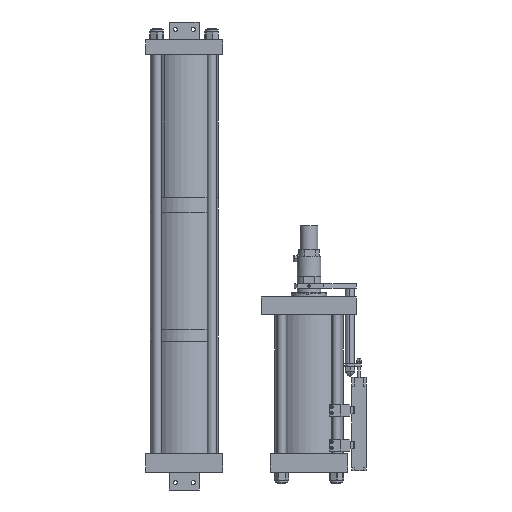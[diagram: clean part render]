
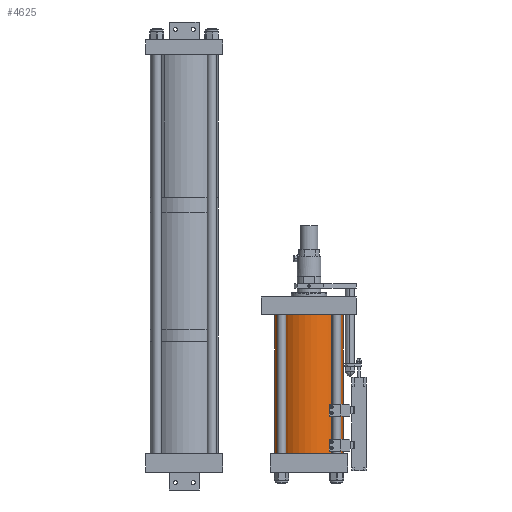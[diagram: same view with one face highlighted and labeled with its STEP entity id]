
A CAD part, front view. The second image highlights one B-rep face of the part: STEP entity #4625.
In plain terms, the highlighted cylindrical face has radius 73.025 mm (diameter 146.05 mm), a partial arc.
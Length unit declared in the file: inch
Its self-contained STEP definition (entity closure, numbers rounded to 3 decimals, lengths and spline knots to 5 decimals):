
#209 = AXIS2_PLACEMENT_3D ( 'NONE', #14470, #22880, #1919 ) ;
#474 = ORIENTED_EDGE ( 'NONE', *, *, #23857, .T. ) ;
#1906 = VECTOR ( 'NONE', #10139, 39.37008 ) ;
#1919 = DIRECTION ( 'NONE',  ( 1., 0., 0. ) ) ;
#2869 = CIRCLE ( 'NONE', #209, 2.875 ) ;
#3086 = AXIS2_PLACEMENT_3D ( 'NONE', #20914, #21052, #27258 ) ;
#3393 = CARTESIAN_POINT ( 'NONE',  ( 2.875, 0., 11.688 ) ) ;
#3584 = CARTESIAN_POINT ( 'NONE',  ( -2.875, 0., 0. ) ) ;
#3828 = LINE ( 'NONE', #16621, #1906 ) ;
#4024 = ORIENTED_EDGE ( 'NONE', *, *, #13960, .F. ) ;
#4625 = ADVANCED_FACE ( 'NONE', ( #20781 ), #16479, .T. ) ;
#6426 = CARTESIAN_POINT ( 'NONE',  ( -2.875, 0., 11.688 ) ) ;
#6662 = EDGE_LOOP ( 'NONE', ( #4024, #474, #9819, #14143 ) ) ;
#7343 = CARTESIAN_POINT ( 'NONE',  ( 2.875, 0., 0. ) ) ;
#8744 = VERTEX_POINT ( 'NONE', #3584 ) ;
#9454 = DIRECTION ( 'NONE',  ( 0., 0., -1. ) ) ;
#9819 = ORIENTED_EDGE ( 'NONE', *, *, #14595, .T. ) ;
#9834 = DIRECTION ( 'NONE',  ( 1., 0., 0. ) ) ;
#10139 = DIRECTION ( 'NONE',  ( 0., 0., -1. ) ) ;
#11107 = VECTOR ( 'NONE', #9454, 39.37008 ) ;
#12063 = EDGE_CURVE ( 'NONE', #25009, #8744, #3828, .T. ) ;
#13805 = VERTEX_POINT ( 'NONE', #7343 ) ;
#13960 = EDGE_CURVE ( 'NONE', #22825, #25009, #2869, .T. ) ;
#14099 = DIRECTION ( 'NONE',  ( 0., 0., 1. ) ) ;
#14143 = ORIENTED_EDGE ( 'NONE', *, *, #12063, .F. ) ;
#14470 = CARTESIAN_POINT ( 'NONE',  ( 0., 0., 11.688 ) ) ;
#14595 = EDGE_CURVE ( 'NONE', #13805, #8744, #20960, .T. ) ;
#16479 = CYLINDRICAL_SURFACE ( 'NONE', #3086, 2.875 ) ;
#16621 = CARTESIAN_POINT ( 'NONE',  ( -2.875, 0., 11.688 ) ) ;
#20521 = AXIS2_PLACEMENT_3D ( 'NONE', #26944, #14099, #9834 ) ;
#20781 = FACE_OUTER_BOUND ( 'NONE', #6662, .T. ) ;
#20914 = CARTESIAN_POINT ( 'NONE',  ( 0., 0., 11.688 ) ) ;
#20960 = CIRCLE ( 'NONE', #20521, 2.875 ) ;
#21052 = DIRECTION ( 'NONE',  ( 0., 0., -1. ) ) ;
#22825 = VERTEX_POINT ( 'NONE', #23576 ) ;
#22880 = DIRECTION ( 'NONE',  ( 0., 0., 1. ) ) ;
#23576 = CARTESIAN_POINT ( 'NONE',  ( 2.875, 0., 11.688 ) ) ;
#23857 = EDGE_CURVE ( 'NONE', #22825, #13805, #26019, .T. ) ;
#25009 = VERTEX_POINT ( 'NONE', #6426 ) ;
#26019 = LINE ( 'NONE', #3393, #11107 ) ;
#26944 = CARTESIAN_POINT ( 'NONE',  ( 0., 0., 0. ) ) ;
#27258 = DIRECTION ( 'NONE',  ( -1., 0., 0. ) ) ;
